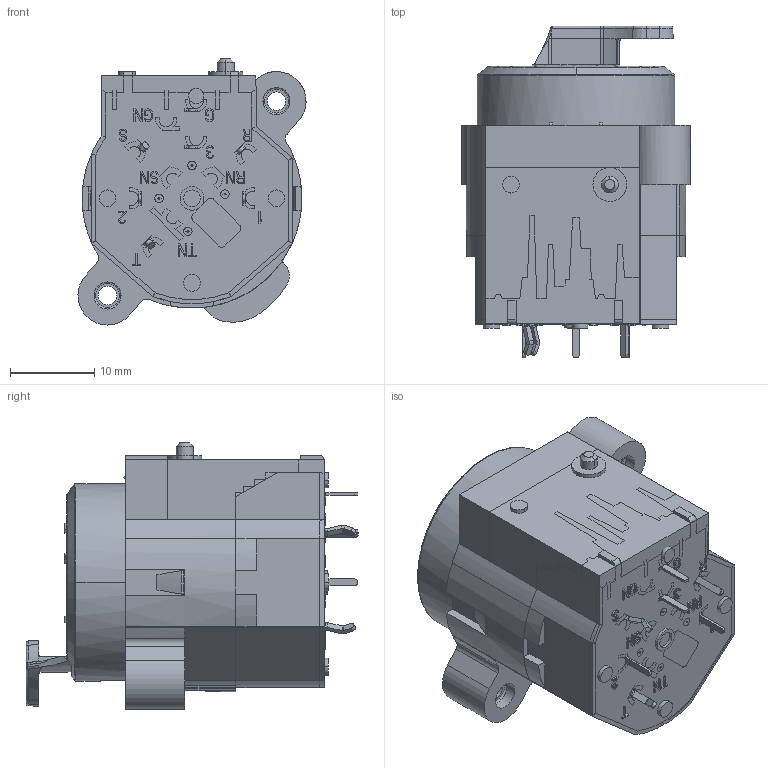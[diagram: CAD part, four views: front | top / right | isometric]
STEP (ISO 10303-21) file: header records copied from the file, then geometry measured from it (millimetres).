
FILE_DESCRIPTION((''),'2;1');
FILE_NAME('NCJ6FI-V_AE','2024-02-29T16:13:04',('yuj'),(''),'CREO PARAMETRIC BY PTC INC, 2021184','CREO PARAMETRIC BY PTC INC, 2021184','');
FILE_SCHEMA(('AUTOMOTIVE_DESIGN { 1 0 10303 214 1 1 1 1 }'));
Products named in the file (1): NCJ6FI-V_AE
Bounding box: 27 x 39.3 x 31.5 mm (x, y, z)
Surface area: 15163.8 mm2 (no closed solid volume)
Topology: 0 solids, 3 shells, 2187 faces, 6100 edges, 3941 vertices
Faces by surface type: plane 1571, cylinder 383, cone 84, extrusion 59, torus 42, bspline 39, sphere 9
Entity records: 72470 total; most frequent: CARTESIAN_POINT 16203, ORIENTED_EDGE 12168, DIRECTION 10903, EDGE_CURVE 6091, VECTOR 4796, LINE 4737, VERTEX_POINT 3941, AXIS2_PLACEMENT_3D 3052
